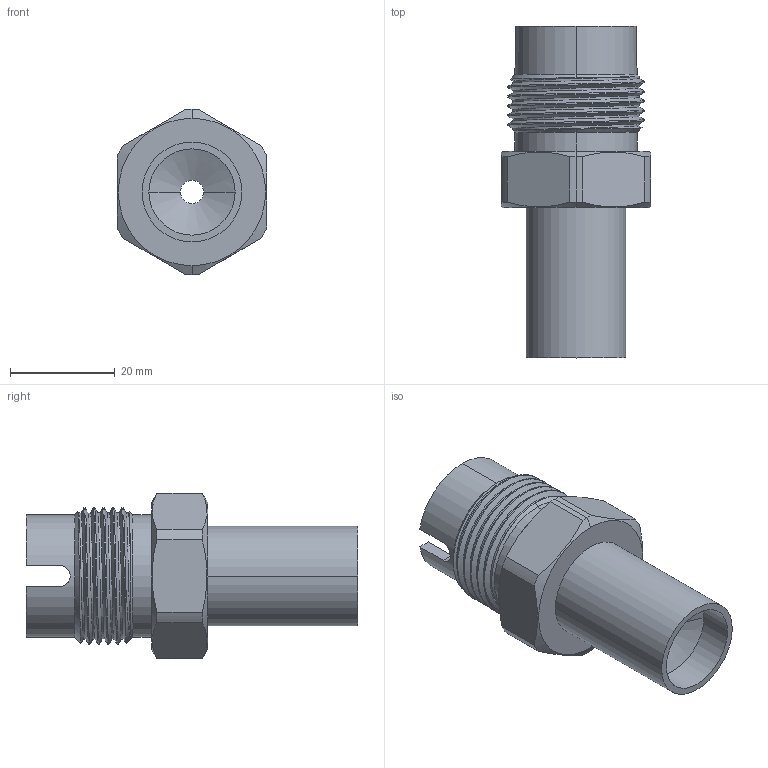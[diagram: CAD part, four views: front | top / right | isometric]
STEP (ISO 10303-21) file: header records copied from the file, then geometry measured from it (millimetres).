
FILE_DESCRIPTION (( 'STEP AP203' ), '1' );
FILE_NAME ('AD-640MSS-12TS-R-2.50.STEP', '2025-08-06T18:31:40', ( '' ), ( '' ), 'SwSTEP 2.0', 'SolidWorks 2018', '' );
FILE_SCHEMA (( 'CONFIG_CONTROL_DESIGN' ));
Length unit declared in the file: inch
Products named in the file (1): AD-640MSS-12TS-R-2.50
Bounding box: 28.57 x 63.5 x 31.75 mm (x, y, z)
Volume: 19674.7 mm3; surface area: 8354.6 mm2
Topology: 1 solids, 1 shells, 176 faces, 517 edges, 358 vertices
Faces by surface type: plane 65, bspline 48, cylinder 45, cone 14, torus 4
Entity records: 12767 total; most frequent: CARTESIAN_POINT 8465, ORIENTED_EDGE 1034, DIRECTION 645, EDGE_CURVE 517, VERTEX_POINT 358, LINE 225, VECTOR 225, AXIS2_PLACEMENT_3D 210
